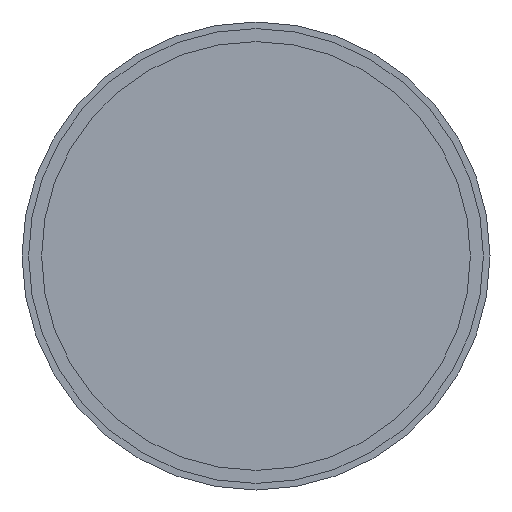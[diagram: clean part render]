
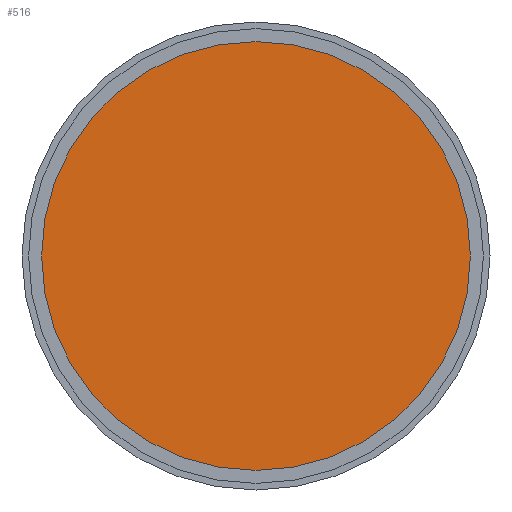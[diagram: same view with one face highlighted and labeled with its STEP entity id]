
A CAD part, front view. The second image highlights one B-rep face of the part: STEP entity #516.
In plain terms, the highlighted planar face has unit normal (0, -1, 0).
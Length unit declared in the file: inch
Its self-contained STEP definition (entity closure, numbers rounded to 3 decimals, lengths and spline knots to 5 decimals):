
#8 = DIRECTION ( 'NONE',  ( 0., 1., 0. ) ) ;
#21 = DIRECTION ( 'NONE',  ( 0., 0., 1. ) ) ;
#134 = VERTEX_POINT ( 'NONE', #352 ) ;
#184 = PLANE ( 'NONE',  #185 ) ;
#185 = AXIS2_PLACEMENT_3D ( 'NONE', #421, #270, #229 ) ;
#195 = EDGE_CURVE ( 'NONE', #134, #509, #375, .T. ) ;
#200 = DIRECTION ( 'NONE',  ( 0., 0., 1. ) ) ;
#229 = DIRECTION ( 'NONE',  ( 0., 0., 1. ) ) ;
#238 = AXIS2_PLACEMENT_3D ( 'NONE', #439, #8, #200 ) ;
#245 = CARTESIAN_POINT ( 'NONE',  ( 0., -0.47, 0. ) ) ;
#260 = DIRECTION ( 'NONE',  ( 0., 1., 0. ) ) ;
#270 = DIRECTION ( 'NONE',  ( 0., 1., 0. ) ) ;
#310 = ORIENTED_EDGE ( 'NONE', *, *, #195, .F. ) ;
#321 = CARTESIAN_POINT ( 'NONE',  ( 0., -0.47, -3.248 ) ) ;
#351 = CIRCLE ( 'NONE', #489, 3.248 ) ;
#352 = CARTESIAN_POINT ( 'NONE',  ( 0., -0.47, 3.248 ) ) ;
#375 = CIRCLE ( 'NONE', #238, 3.248 ) ;
#390 = EDGE_CURVE ( 'NONE', #509, #134, #351, .T. ) ;
#395 = EDGE_LOOP ( 'NONE', ( #310, #463 ) ) ;
#421 = CARTESIAN_POINT ( 'NONE',  ( 3.248, -0.47, 0. ) ) ;
#439 = CARTESIAN_POINT ( 'NONE',  ( 0., -0.47, 0. ) ) ;
#463 = ORIENTED_EDGE ( 'NONE', *, *, #390, .F. ) ;
#470 = FACE_OUTER_BOUND ( 'NONE', #395, .T. ) ;
#489 = AXIS2_PLACEMENT_3D ( 'NONE', #245, #260, #21 ) ;
#509 = VERTEX_POINT ( 'NONE', #321 ) ;
#516 = ADVANCED_FACE ( 'NONE', ( #470 ), #184, .F. ) ;
